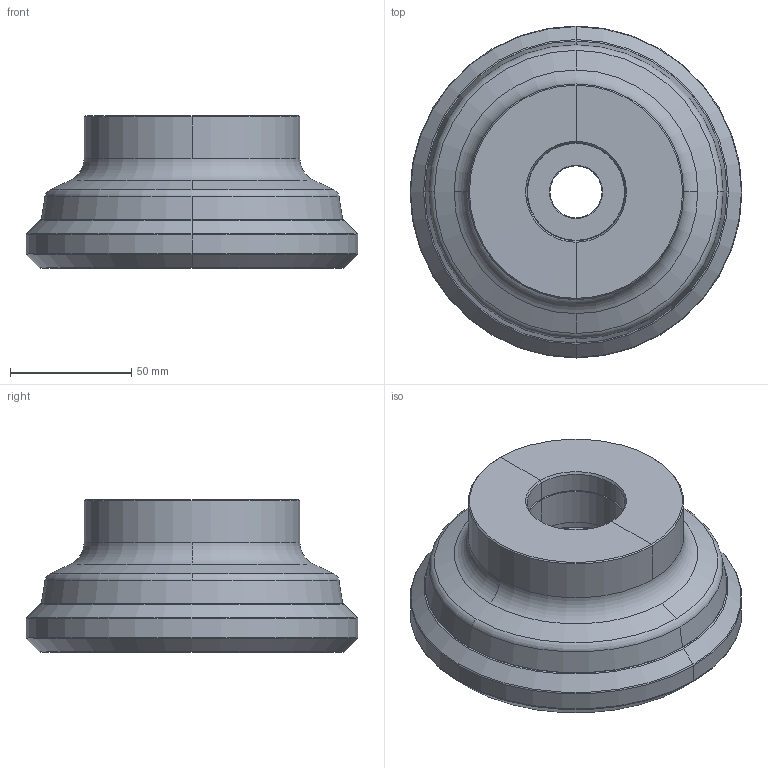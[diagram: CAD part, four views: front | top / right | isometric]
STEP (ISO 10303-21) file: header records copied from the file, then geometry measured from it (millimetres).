
FILE_DESCRIPTION(('STEP AP214'),'1');
FILE_NAME('607040880-000-01-E43.stp','2022-10-28T08:42:29',(' '),(' '),'Spatial InterOp 3D',' ',' ');
FILE_SCHEMA(('AUTOMOTIVE_DESIGN { 1 0 10303 214 1 1 1 1 }'));
Length unit declared in the file: millimetre
Products named in the file (1): 1
Bounding box: 137.02 x 137.02 x 63 mm (x, y, z)
Volume: 528748.6 mm3; surface area: 68565 mm2
Topology: 2 solids, 2 shells, 88 faces, 284 edges, 205 vertices
Faces by surface type: torus 32, cone 30, cylinder 18, plane 8
Entity records: 3924 total; most frequent: DIRECTION 669, CARTESIAN_POINT 528, ORIENTED_EDGE 460, AXIS2_PLACEMENT_3D 295, EDGE_CURVE 230, CIRCLE 201, VERTEX_POINT 150, EDGE_LOOP 96
